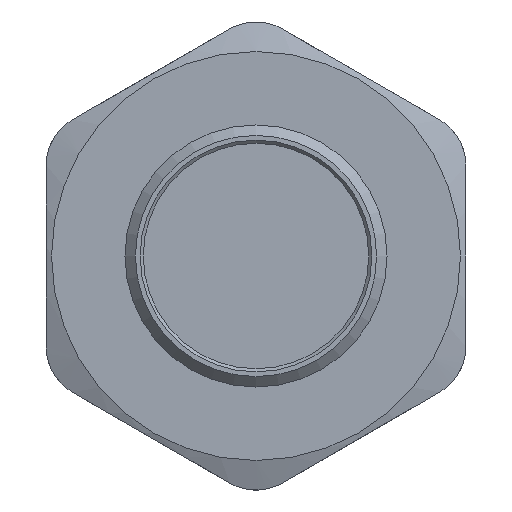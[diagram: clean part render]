
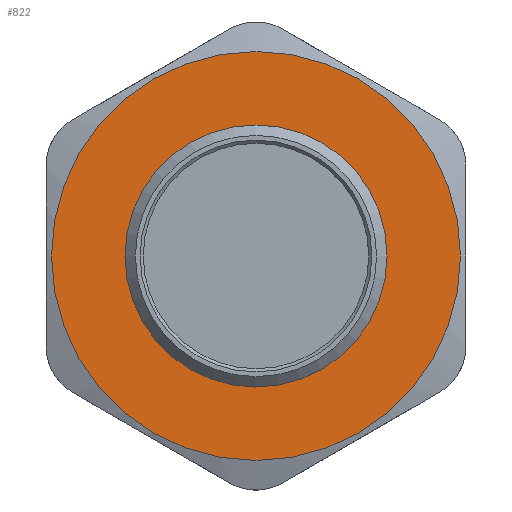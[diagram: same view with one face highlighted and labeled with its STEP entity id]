
A CAD part, front view. The second image highlights one B-rep face of the part: STEP entity #822.
In plain terms, the highlighted planar face has unit normal (0, -1, 0).
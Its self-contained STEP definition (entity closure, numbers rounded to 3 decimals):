
#175=FACE_BOUND('',#317,.T.);
#266=FACE_OUTER_BOUND('',#316,.T.);
#316=EDGE_LOOP('',(#756));
#317=EDGE_LOOP('',(#757));
#336=CIRCLE('',#893,19.5);
#340=CIRCLE('',#913,11.75);
#400=VERTEX_POINT('',#1466);
#415=VERTEX_POINT('',#1596);
#498=EDGE_CURVE('',#400,#400,#336,.T.);
#528=EDGE_CURVE('',#415,#415,#340,.T.);
#756=ORIENTED_EDGE('',*,*,#498,.F.);
#757=ORIENTED_EDGE('',*,*,#528,.T.);
#776=PLANE('',#914);
#822=ADVANCED_FACE('',(#266,#175),#776,.T.);
#893=AXIS2_PLACEMENT_3D('',#1468,#1036,#1037);
#913=AXIS2_PLACEMENT_3D('',#1597,#1089,#1090);
#914=AXIS2_PLACEMENT_3D('',#1599,#1092,#1093);
#1036=DIRECTION('center_axis',(0.,1.,0.));
#1037=DIRECTION('ref_axis',(1.,0.,0.));
#1089=DIRECTION('center_axis',(0.,1.,0.));
#1090=DIRECTION('ref_axis',(1.,0.,0.));
#1092=DIRECTION('center_axis',(0.,-1.,0.));
#1093=DIRECTION('ref_axis',(0.,0.,-1.));
#1466=CARTESIAN_POINT('',(16.965,-2.622,0.));
#1468=CARTESIAN_POINT('Origin',(-2.535,-2.622,0.));
#1596=CARTESIAN_POINT('',(9.215,-2.622,0.));
#1597=CARTESIAN_POINT('Origin',(-2.535,-2.622,0.));
#1599=CARTESIAN_POINT('Origin',(-22.035,-2.622,0.));
